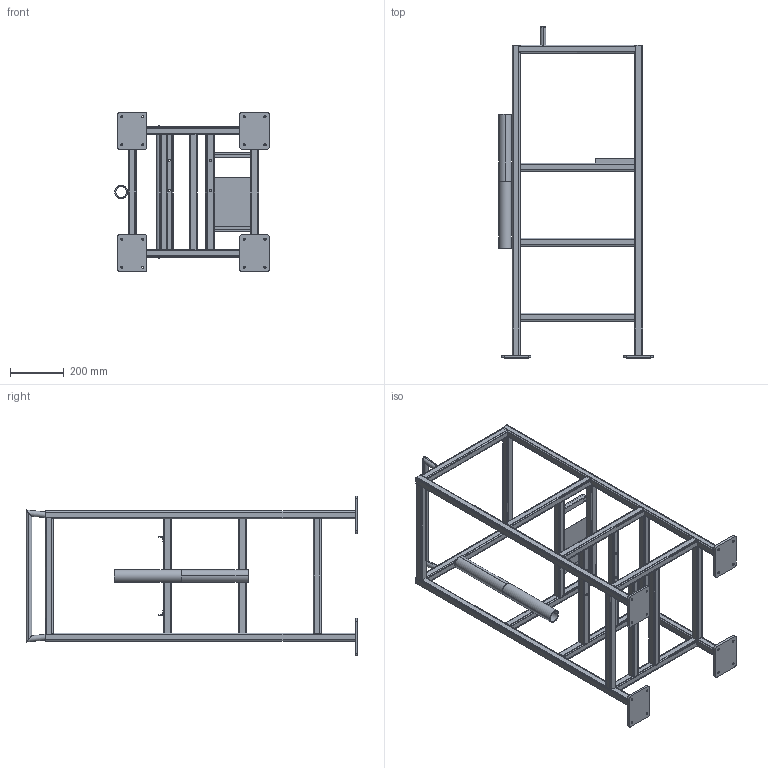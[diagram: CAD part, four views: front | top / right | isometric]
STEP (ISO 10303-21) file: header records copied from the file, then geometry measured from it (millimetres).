
FILE_DESCRIPTION (( 'STEP AP214' ), '1' );
FILE_NAME ('Frame revised step.STEP', '2024-04-07T15:36:55', ( '' ), ( '' ), 'SwSTEP 2.0', 'SolidWorks 2022', '' );
FILE_SCHEMA (( 'AUTOMOTIVE_DESIGN' ));
Length unit declared in the file: millimetre
Products named in the file (1): Frame revised step
Bounding box: 577.45 x 1239.85 x 597 mm (x, y, z)
Volume: 4408080.7 mm3; surface area: 3078912.5 mm2
Topology: 35 solids, 35 shells, 613 faces, 1539 edges, 978 vertices
Faces by surface type: plane 302, cylinder 295, bspline 16
Entity records: 24475 total; most frequent: CARTESIAN_POINT 4839, ORIENTED_EDGE 3078, DIRECTION 2949, EDGE_CURVE 1539, LINE 989, VECTOR 989, AXIS2_PLACEMENT_3D 980, VERTEX_POINT 978
